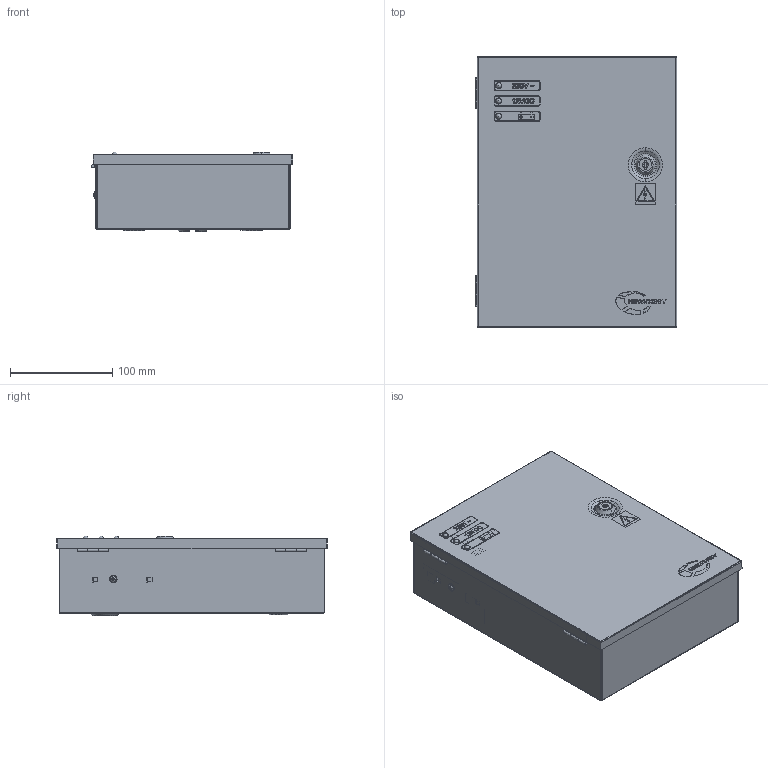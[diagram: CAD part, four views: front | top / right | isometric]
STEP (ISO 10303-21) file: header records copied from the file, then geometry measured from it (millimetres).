
FILE_DESCRIPTION (( 'STEP AP214' ), '1' );
FILE_NAME ('AD1205SR_STPALL.STEP', '2024-07-26T08:42:56', ( '' ), ( '' ), 'SwSTEP 2.0', 'SolidWorks 2020', '' );
FILE_SCHEMA (( 'AUTOMOTIVE_DESIGN' ));
Length unit declared in the file: millimetre
Products named in the file (24): Parte 1 Deviatore a Rotella Panasonic AM5; CAM LOCK S; AD1205SR_STPALL; CAPOT DE PROTECTION ADCCTV1205-08_NV PCB; Parte 3 Deviatore a Rotella Panasonic AM5; ISO 7045 - M3 x 6 - Z --- 6S_ISO 7045 - M3 x 6 - Z --- 6S; HB-9500_5P; EP0180-LED 5MM_VERT; ISO 7045 - M3 x 4 - Z - 4S_ISO 7045 - M3 x 4 - Z - 4S; ELEC AD1205R_NV AD24025; ELEC ADCCTV1205-08_NV PCB 24025; PRT_MP1379-LID PS1205; PCB DE SIGNALISATION 3 LEDS_NV PCB; Mascon 2P 4mm; Parte 2 Deviatore a Rotella Panasonic AM5; B2B-XH-A; S4B-XH-A; DIN 967 - M3 x 5 - Z --- 4N_DIN 967 - M3 x 5 - Z --- 4N; EP0180-LED 5MM_ORANGE; Parte 4 Deviatore a Rotella Panasonic AM5; Deviatore a Rotella Panasonic AM5_FERME; BT CONTACT; PCB LEDS_NV PCB; PRT_MP1378-LOWER CASING PS1205
Assembly tree (26 placements, depth 3):
  AD1205SR_STPALL
    PRT_MP1378-LOWER CASING PS1205
    CAM LOCK S
    ELEC AD1205R_NV AD24025
      ELEC ADCCTV1205-08_NV PCB 24025
      CAPOT DE PROTECTION ADCCTV1205-08_NV PCB
      HB-9500_5P
      Mascon 2P 4mm
      ISO 7045 - M3 x 6 - Z --- 6S_ISO 7045 - M3 x 6 - Z --- 6S  x2
      BT CONTACT
      B2B-XH-A
    PRT_MP1379-LID PS1205
    DIN 967 - M3 x 5 - Z --- 4N_DIN 967 - M3 x 5 - Z --- 4N
    PCB DE SIGNALISATION 3 LEDS_NV PCB
      PCB LEDS_NV PCB
      EP0180-LED 5MM_VERT  x2
      EP0180-LED 5MM_ORANGE
      ISO 7045 - M3 x 4 - Z - 4S_ISO 7045 - M3 x 4 - Z - 4S  x2
      S4B-XH-A
    Deviatore a Rotella Panasonic AM5_FERME
      Parte 1 Deviatore a Rotella Panasonic AM5
      Parte 2 Deviatore a Rotella Panasonic AM5
      Parte 3 Deviatore a Rotella Panasonic AM5
      Parte 4 Deviatore a Rotella Panasonic AM5
Bounding box: 196.7 x 264 x 78.15 mm (x, y, z)
Volume: 188989.2 mm3; surface area: 433990.9 mm2
Topology: 36 solids, 36 shells, 2834 faces, 7863 edges, 5299 vertices
Faces by surface type: plane 1712, cylinder 511, bspline 272, cone 223, torus 97, sphere 19
Entity records: 110330 total; most frequent: CARTESIAN_POINT 32339, ORIENTED_EDGE 14648, DIRECTION 12407, EDGE_CURVE 7324, VERTEX_POINT 4976, VECTOR 4861, LINE 4861, AXIS2_PLACEMENT_3D 3773
